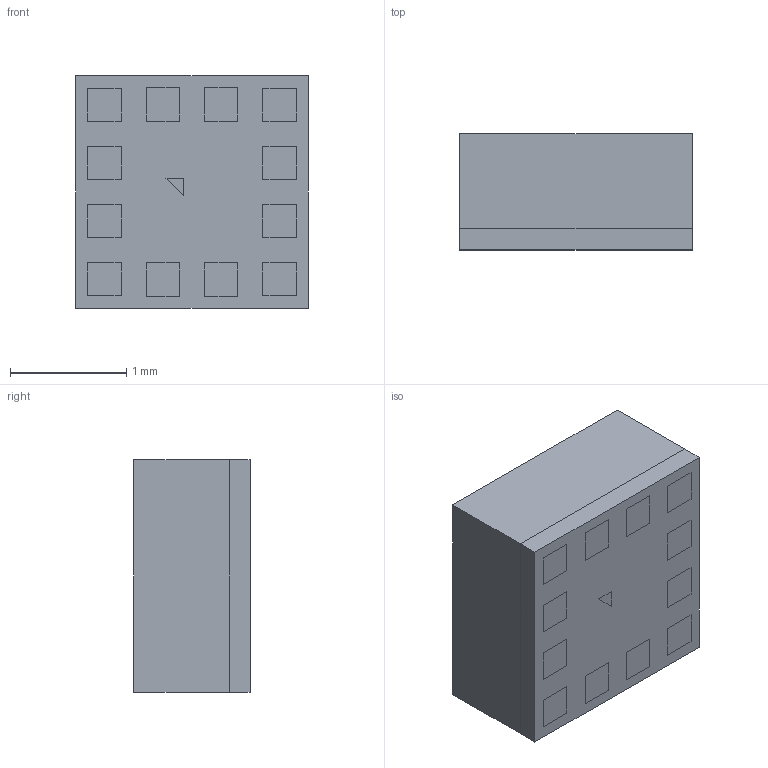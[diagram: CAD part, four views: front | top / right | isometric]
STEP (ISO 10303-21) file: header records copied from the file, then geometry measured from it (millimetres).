
FILE_DESCRIPTION (( 'STEP AP214' ), '1' );
FILE_NAME ('BMA400.STEP', '2021-06-07T05:55:05', ( '' ), ( '' ), 'SwSTEP 2.0', 'SolidWorks 2018', '' );
FILE_SCHEMA (( 'AUTOMOTIVE_DESIGN' ));
Length unit declared in the file: millimetre
Products named in the file (2): BMA400
Bounding box: 2 x 1 x 2 mm (x, y, z)
Volume: 4 mm3; surface area: 28.8 mm2
Topology: 15 solids, 15 shells, 153 faces, 330 edges, 220 vertices
Faces by surface type: plane 153
Entity records: 5922 total; most frequent: CARTESIAN_POINT 705, ORIENTED_EDGE 660, DIRECTION 640, EDGE_CURVE 330, LINE 330, VECTOR 330, VERTEX_POINT 220, UNCERTAINTY_MEASURE_WITH_UNIT 170
